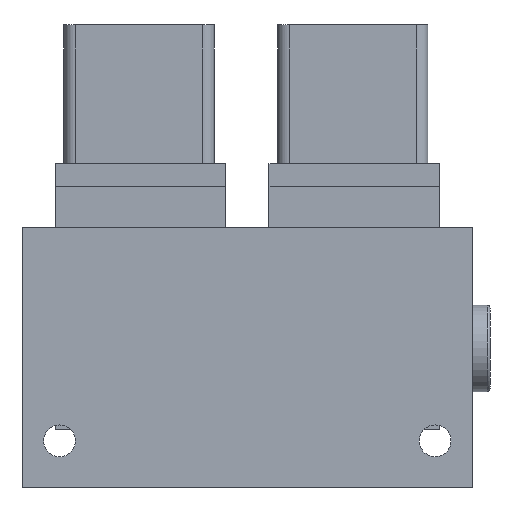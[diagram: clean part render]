
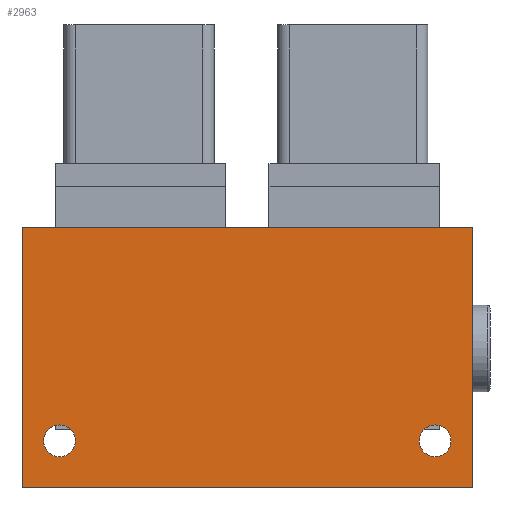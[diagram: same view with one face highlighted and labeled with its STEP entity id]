
A CAD part, front view. The second image highlights one B-rep face of the part: STEP entity #2963.
In plain terms, the highlighted planar face has unit normal (0, -1, 0).
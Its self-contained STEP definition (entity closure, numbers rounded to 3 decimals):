
#34=PLANE('',#3269);
#206=LINE('',#5054,#402);
#209=LINE('',#5064,#405);
#210=LINE('',#5066,#406);
#211=LINE('',#5068,#407);
#402=VECTOR('',#3892,1000.);
#405=VECTOR('',#3901,1000.);
#406=VECTOR('',#3902,1000.);
#407=VECTOR('',#3903,1000.);
#954=ORIENTED_EDGE('',*,*,#1756,.F.);
#955=ORIENTED_EDGE('',*,*,#1757,.F.);
#956=ORIENTED_EDGE('',*,*,#1758,.T.);
#957=ORIENTED_EDGE('',*,*,#1759,.F.);
#958=ORIENTED_EDGE('',*,*,#1760,.F.);
#959=ORIENTED_EDGE('',*,*,#1753,.T.);
#1753=EDGE_CURVE('',#2116,#2115,#206,.T.);
#1756=EDGE_CURVE('',#2118,#2118,#2314,.T.);
#1757=EDGE_CURVE('',#2119,#2119,#2315,.T.);
#1758=EDGE_CURVE('',#2115,#2120,#209,.T.);
#1759=EDGE_CURVE('',#2121,#2120,#210,.T.);
#1760=EDGE_CURVE('',#2116,#2121,#211,.T.);
#2115=VERTEX_POINT('',#5053);
#2116=VERTEX_POINT('',#5055);
#2118=VERTEX_POINT('',#5061);
#2119=VERTEX_POINT('',#5063);
#2120=VERTEX_POINT('',#5065);
#2121=VERTEX_POINT('',#5067);
#2314=CIRCLE('',#3270,2.75);
#2315=CIRCLE('',#3271,2.75);
#2447=EDGE_LOOP('',(#954));
#2448=EDGE_LOOP('',(#955));
#2449=EDGE_LOOP('',(#956,#957,#958,#959));
#2687=FACE_BOUND('',#2447,.T.);
#2688=FACE_BOUND('',#2448,.T.);
#2689=FACE_BOUND('',#2449,.T.);
#2963=ADVANCED_FACE('',(#2687,#2688,#2689),#34,.F.);
#3269=AXIS2_PLACEMENT_3D('',#5059,#3895,#3896);
#3270=AXIS2_PLACEMENT_3D('',#5060,#3897,#3898);
#3271=AXIS2_PLACEMENT_3D('',#5062,#3899,#3900);
#3892=DIRECTION('',(0.,0.,-1.));
#3895=DIRECTION('',(0.,1.,0.));
#3896=DIRECTION('',(0.,0.,1.));
#3897=DIRECTION('',(0.,-1.,0.));
#3898=DIRECTION('',(0.,0.,-1.));
#3899=DIRECTION('',(0.,-1.,0.));
#3900=DIRECTION('',(0.,0.,-1.));
#3901=DIRECTION('',(1.,0.,0.));
#3902=DIRECTION('',(0.,0.,-1.));
#3903=DIRECTION('',(1.,0.,0.));
#5053=CARTESIAN_POINT('',(-57.5,0.,-22.5));
#5054=CARTESIAN_POINT('',(-57.5,0.,22.5));
#5055=CARTESIAN_POINT('',(-57.5,0.,22.5));
#5059=CARTESIAN_POINT('',(-57.5,0.,22.5));
#5060=CARTESIAN_POINT('',(-51.,0.,-14.5));
#5061=CARTESIAN_POINT('',(-51.,0.,-17.25));
#5062=CARTESIAN_POINT('',(14.,0.,-14.5));
#5063=CARTESIAN_POINT('',(14.,0.,-17.25));
#5064=CARTESIAN_POINT('',(-57.5,0.,-22.5));
#5065=CARTESIAN_POINT('',(20.5,0.,-22.5));
#5066=CARTESIAN_POINT('',(20.5,0.,22.5));
#5067=CARTESIAN_POINT('',(20.5,0.,22.5));
#5068=CARTESIAN_POINT('',(-57.5,0.,22.5));
